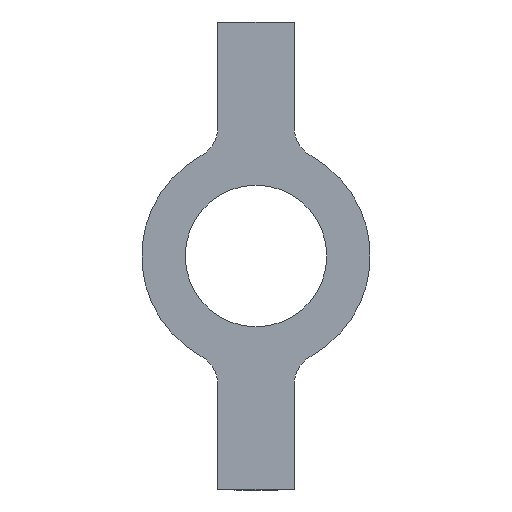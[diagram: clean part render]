
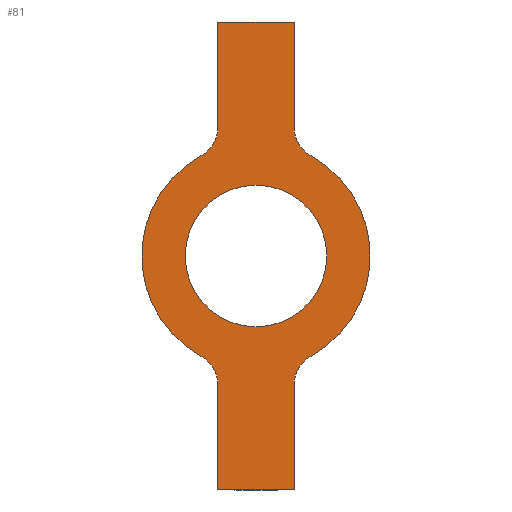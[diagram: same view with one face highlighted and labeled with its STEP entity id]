
A CAD part, front view. The second image highlights one B-rep face of the part: STEP entity #81.
In plain terms, the highlighted planar face has unit normal (0, -1, 0).
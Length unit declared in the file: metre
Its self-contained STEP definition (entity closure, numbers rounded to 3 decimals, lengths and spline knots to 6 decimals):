
#81 = ADVANCED_FACE( 'NONE', ( #178, #179 ), #180, .F. );
#178 = FACE_OUTER_BOUND( '', #813, .T. );
#179 = FACE_BOUND( '', #814, .T. );
#180 = PLANE( '', #815 );
#813 = EDGE_LOOP( '', ( #1637, #1638, #1639, #1640, #1641, #1642, #1643, #1644, #1645, #1646, #1647, #1648 ) );
#814 = EDGE_LOOP( '', ( #1649 ) );
#815 = AXIS2_PLACEMENT_3D( '', #1650, #1651, #1652 );
#1637 = ORIENTED_EDGE( '', *, *, #2084, .F. );
#1638 = ORIENTED_EDGE( '', *, *, #2053, .F. );
#1639 = ORIENTED_EDGE( '', *, *, #2085, .F. );
#1640 = ORIENTED_EDGE( '', *, *, #2003, .T. );
#1641 = ORIENTED_EDGE( '', *, *, #2086, .F. );
#1642 = ORIENTED_EDGE( '', *, *, #2050, .T. );
#1643 = ORIENTED_EDGE( '', *, *, #2081, .F. );
#1644 = ORIENTED_EDGE( '', *, *, #2087, .F. );
#1645 = ORIENTED_EDGE( '', *, *, #2088, .F. );
#1646 = ORIENTED_EDGE( '', *, *, #2061, .T. );
#1647 = ORIENTED_EDGE( '', *, *, #2089, .F. );
#1648 = ORIENTED_EDGE( '', *, *, #2090, .T. );
#1649 = ORIENTED_EDGE( '', *, *, #2064, .F. );
#1650 = CARTESIAN_POINT( '', ( 0., 0., 0. ) );
#1651 = DIRECTION( '', ( 0., 1., 0. ) );
#1652 = DIRECTION( '', ( 1., 0., 0. ) );
#2003 = EDGE_CURVE( 'NONE', #2321, #2319, #2322, .T. );
#2050 = EDGE_CURVE( 'NONE', #2411, #2409, #2412, .T. );
#2053 = EDGE_CURVE( 'NONE', #2415, #2416, #2417, .T. );
#2061 = EDGE_CURVE( 'NONE', #2430, #2428, #2431, .T. );
#2064 = EDGE_CURVE( 'NONE', #2434, #2434, #2435, .T. );
#2081 = EDGE_CURVE( 'NONE', #2459, #2409, #2460, .T. );
#2084 = EDGE_CURVE( 'NONE', #2416, #2463, #2464, .T. );
#2085 = EDGE_CURVE( 'NONE', #2321, #2415, #2465, .T. );
#2086 = EDGE_CURVE( 'NONE', #2411, #2319, #2466, .T. );
#2087 = EDGE_CURVE( 'NONE', #2467, #2459, #2468, .T. );
#2088 = EDGE_CURVE( 'NONE', #2430, #2467, #2469, .T. );
#2089 = EDGE_CURVE( 'NONE', #2470, #2428, #2471, .T. );
#2090 = EDGE_CURVE( 'NONE', #2470, #2463, #2472, .T. );
#2319 = VERTEX_POINT( 'NONE', #3814 );
#2321 = VERTEX_POINT( 'NONE', #3817 );
#2322 = CIRCLE( '', #3818, 0.003 );
#2409 = VERTEX_POINT( 'NONE', #4487 );
#2411 = VERTEX_POINT( 'NONE', #4490 );
#2412 = CIRCLE( '', #4491, 0.003 );
#2415 = VERTEX_POINT( 'NONE', #4495 );
#2416 = VERTEX_POINT( 'NONE', #4496 );
#2417 = LINE( '', #4497, #4498 );
#2428 = VERTEX_POINT( 'NONE', #4512 );
#2430 = VERTEX_POINT( 'NONE', #4515 );
#2431 = CIRCLE( '', #4516, 0.003 );
#2434 = VERTEX_POINT( '', #4520 );
#2435 = CIRCLE( '', #4521, 0.0065 );
#2459 = VERTEX_POINT( 'NONE', #4550 );
#2460 = LINE( '', #4551, #4552 );
#2463 = VERTEX_POINT( 'NONE', #4556 );
#2464 = LINE( '', #4557, #4558 );
#2465 = LINE( '', #4559, #4560 );
#2466 = CIRCLE( '', #4561, 0.0105 );
#2467 = VERTEX_POINT( 'NONE', #4562 );
#2468 = LINE( '', #4563, #4564 );
#2469 = LINE( '', #4565, #4566 );
#2470 = VERTEX_POINT( 'NONE', #4567 );
#2471 = CIRCLE( '', #4568, 0.0105 );
#2472 = CIRCLE( '', #4569, 0.003 );
#3814 = CARTESIAN_POINT( '', ( 0.005056, 0., -0.009203 ) );
#3817 = CARTESIAN_POINT( '', ( 0.0035, 0., -0.011832 ) );
#3818 = AXIS2_PLACEMENT_3D( '', #5235, #5236, #5237 );
#4487 = CARTESIAN_POINT( '', ( 0.0035, 0., 0.011832 ) );
#4490 = CARTESIAN_POINT( '', ( 0.005056, 0., 0.009203 ) );
#4491 = AXIS2_PLACEMENT_3D( '', #5246, #5247, #5248 );
#4495 = CARTESIAN_POINT( '', ( 0.0035, 0., -0.0215 ) );
#4496 = CARTESIAN_POINT( '', ( -0.0035, 0., -0.0215 ) );
#4497 = CARTESIAN_POINT( '', ( -0.0035, 0., -0.0215 ) );
#4498 = VECTOR( '', #5250, 1. );
#4512 = CARTESIAN_POINT( '', ( -0.005056, 0., 0.009203 ) );
#4515 = CARTESIAN_POINT( '', ( -0.0035, 0., 0.011832 ) );
#4516 = AXIS2_PLACEMENT_3D( '', #5261, #5262, #5263 );
#4520 = CARTESIAN_POINT( '', ( 0., 0., -0.0065 ) );
#4521 = AXIS2_PLACEMENT_3D( '', #5265, #5266, #5267 );
#4550 = CARTESIAN_POINT( '', ( 0.0035, 0., 0.0215 ) );
#4551 = CARTESIAN_POINT( '', ( 0.0035, 0., 0.009899 ) );
#4552 = VECTOR( '', #5297, 1. );
#4556 = CARTESIAN_POINT( '', ( -0.0035, 0., -0.011832 ) );
#4557 = CARTESIAN_POINT( '', ( -0.0035, 0., -0.009899 ) );
#4558 = VECTOR( '', #5299, 1. );
#4559 = CARTESIAN_POINT( '', ( 0.0035, 0., -0.009899 ) );
#4560 = VECTOR( '', #5300, 1. );
#4561 = AXIS2_PLACEMENT_3D( '', #5301, #5302, #5303 );
#4562 = CARTESIAN_POINT( '', ( -0.0035, 0., 0.0215 ) );
#4563 = CARTESIAN_POINT( '', ( -0.0035, 0., 0.0215 ) );
#4564 = VECTOR( '', #5304, 1. );
#4565 = CARTESIAN_POINT( '', ( -0.0035, 0., 0.009899 ) );
#4566 = VECTOR( '', #5305, 1. );
#4567 = CARTESIAN_POINT( '', ( -0.005056, 0., -0.009203 ) );
#4568 = AXIS2_PLACEMENT_3D( '', #5306, #5307, #5308 );
#4569 = AXIS2_PLACEMENT_3D( '', #5309, #5310, #5311 );
#5235 = CARTESIAN_POINT( '', ( 0.0065, 0., -0.011832 ) );
#5236 = DIRECTION( '', ( 0., 1., 0. ) );
#5237 = DIRECTION( '', ( 0., 0., 1. ) );
#5246 = CARTESIAN_POINT( '', ( 0.0065, 0., 0.011832 ) );
#5247 = DIRECTION( '', ( 0., 1., 0. ) );
#5248 = DIRECTION( '', ( 0., 0., 1. ) );
#5250 = DIRECTION( '', ( -1., 0., 0. ) );
#5261 = CARTESIAN_POINT( '', ( -0.0065, 0., 0.011832 ) );
#5262 = DIRECTION( '', ( 0., 1., 0. ) );
#5263 = DIRECTION( '', ( 0., 0., 1. ) );
#5265 = CARTESIAN_POINT( '', ( 0., 0., 0. ) );
#5266 = DIRECTION( '', ( 0., -1., 0. ) );
#5267 = DIRECTION( '', ( 0., 0., -1. ) );
#5297 = DIRECTION( '', ( 0., 0., -1. ) );
#5299 = DIRECTION( '', ( 0., 0., 1. ) );
#5300 = DIRECTION( '', ( 0., 0., -1. ) );
#5301 = CARTESIAN_POINT( '', ( 0., 0., 0. ) );
#5302 = DIRECTION( '', ( 0., 1., 0. ) );
#5303 = DIRECTION( '', ( 0., 0., 1. ) );
#5304 = DIRECTION( '', ( 1., 0., 0. ) );
#5305 = DIRECTION( '', ( 0., 0., 1. ) );
#5306 = CARTESIAN_POINT( '', ( 0., 0., 0. ) );
#5307 = DIRECTION( '', ( 0., 1., 0. ) );
#5308 = DIRECTION( '', ( 0., 0., 1. ) );
#5309 = CARTESIAN_POINT( '', ( -0.0065, 0., -0.011832 ) );
#5310 = DIRECTION( '', ( 0., 1., 0. ) );
#5311 = DIRECTION( '', ( 0., 0., 1. ) );
